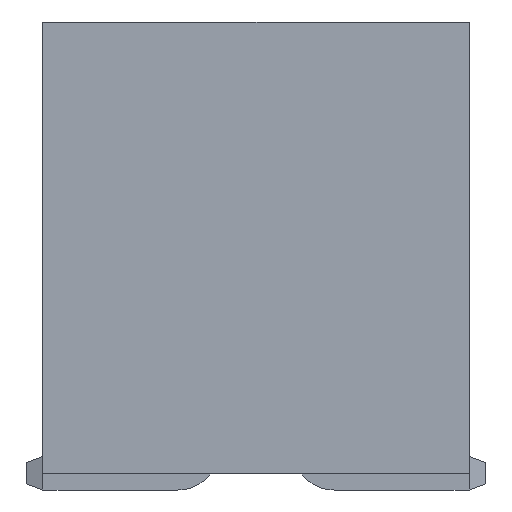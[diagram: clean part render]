
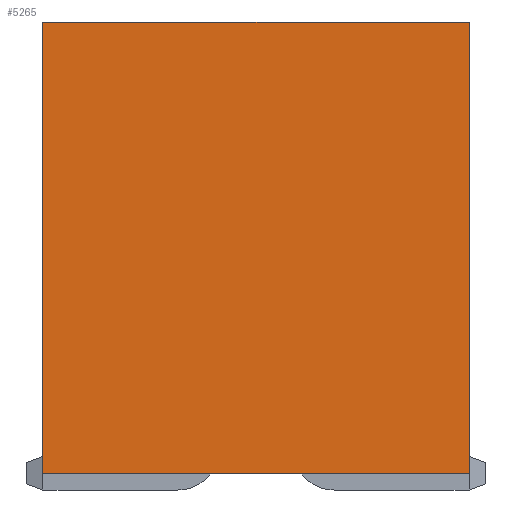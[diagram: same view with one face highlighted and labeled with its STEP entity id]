
A CAD part, left-side view. The second image highlights one B-rep face of the part: STEP entity #5265.
In plain terms, the highlighted planar face has unit normal (-1, 0, 0).
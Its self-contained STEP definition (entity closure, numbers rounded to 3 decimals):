
#1107 = VERTEX_POINT ( 'NONE', #9632 ) ;
#1653 = CARTESIAN_POINT ( 'NONE',  ( -6.325, -2.55, 5.4 ) ) ;
#1967 = LINE ( 'NONE', #9787, #14676 ) ;
#2590 = DIRECTION ( 'NONE',  ( 1., 0., 0. ) ) ;
#2898 = LINE ( 'NONE', #10829, #3015 ) ;
#3015 = VECTOR ( 'NONE', #18812, 1000. ) ;
#4623 = DIRECTION ( 'NONE',  ( 0., 0., -1. ) ) ;
#5265 = ADVANCED_FACE ( 'NONE', ( #13912 ), #21870, .F. ) ;
#5913 = ORIENTED_EDGE ( 'NONE', *, *, #13344, .F. ) ;
#6547 = VERTEX_POINT ( 'NONE', #9063 ) ;
#7215 = EDGE_CURVE ( 'NONE', #14762, #8899, #22084, .T. ) ;
#7323 = ORIENTED_EDGE ( 'NONE', *, *, #13688, .F. ) ;
#7982 = ORIENTED_EDGE ( 'NONE', *, *, #7215, .T. ) ;
#8899 = VERTEX_POINT ( 'NONE', #18467 ) ;
#9063 = CARTESIAN_POINT ( 'NONE',  ( -6.325, -2.55, 5.4 ) ) ;
#9632 = CARTESIAN_POINT ( 'NONE',  ( -6.325, -2.55, 0. ) ) ;
#9787 = CARTESIAN_POINT ( 'NONE',  ( -6.325, 2.55, 5.4 ) ) ;
#10281 = DIRECTION ( 'NONE',  ( 0., -1., 0. ) ) ;
#10676 = EDGE_LOOP ( 'NONE', ( #14412, #5913, #7323, #7982 ) ) ;
#10829 = CARTESIAN_POINT ( 'NONE',  ( -6.325, 2.55, 0. ) ) ;
#11563 = CARTESIAN_POINT ( 'NONE',  ( -6.325, 2.55, 5.4 ) ) ;
#11799 = VECTOR ( 'NONE', #13732, 1000. ) ;
#12610 = CARTESIAN_POINT ( 'NONE',  ( -6.325, 2.55, 5.4 ) ) ;
#13344 = EDGE_CURVE ( 'NONE', #6547, #1107, #15458, .T. ) ;
#13597 = VECTOR ( 'NONE', #4623, 1000. ) ;
#13688 = EDGE_CURVE ( 'NONE', #14762, #6547, #1967, .T. ) ;
#13732 = DIRECTION ( 'NONE',  ( 0., 0., -1. ) ) ;
#13912 = FACE_OUTER_BOUND ( 'NONE', #10676, .T. ) ;
#14412 = ORIENTED_EDGE ( 'NONE', *, *, #23442, .T. ) ;
#14676 = VECTOR ( 'NONE', #10281, 1000. ) ;
#14762 = VERTEX_POINT ( 'NONE', #11563 ) ;
#15458 = LINE ( 'NONE', #1653, #11799 ) ;
#18467 = CARTESIAN_POINT ( 'NONE',  ( -6.325, 2.55, 0. ) ) ;
#18812 = DIRECTION ( 'NONE',  ( 0., -1., 0. ) ) ;
#19663 = AXIS2_PLACEMENT_3D ( 'NONE', #12610, #2590, #20582 ) ;
#20582 = DIRECTION ( 'NONE',  ( 0., 0., -1. ) ) ;
#21870 = PLANE ( 'NONE',  #19663 ) ;
#22084 = LINE ( 'NONE', #24170, #13597 ) ;
#23442 = EDGE_CURVE ( 'NONE', #8899, #1107, #2898, .T. ) ;
#24170 = CARTESIAN_POINT ( 'NONE',  ( -6.325, 2.55, 5.4 ) ) ;
